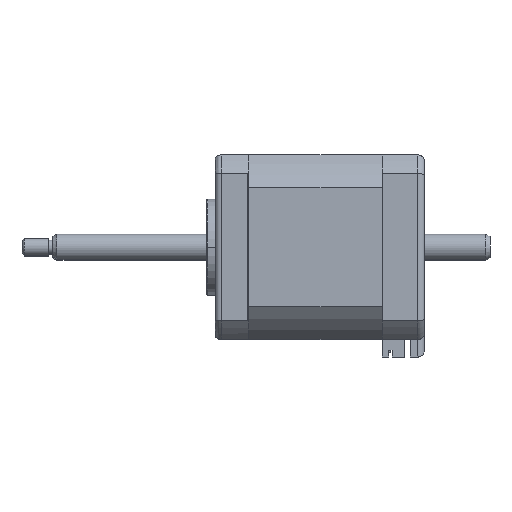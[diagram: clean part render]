
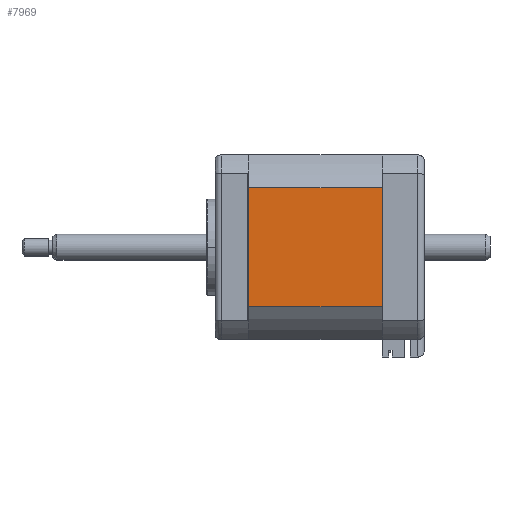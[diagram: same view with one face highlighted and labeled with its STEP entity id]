
A CAD part, top view. The second image highlights one B-rep face of the part: STEP entity #7969.
In plain terms, the highlighted planar face has unit normal (0, 0, 1).
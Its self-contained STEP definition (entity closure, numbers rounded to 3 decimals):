
#536 = ORIENTED_EDGE ( 'NONE', *, *, #1824, .F. ) ;
#570 = VECTOR ( 'NONE', #5952, 1000. ) ;
#640 = EDGE_LOOP ( 'NONE', ( #10317, #6284, #536, #9711 ) ) ;
#707 = CARTESIAN_POINT ( 'NONE',  ( 6.227, -9.122, 69.4 ) ) ;
#723 = CARTESIAN_POINT ( 'NONE',  ( -24.273, -9.122, 69.4 ) ) ;
#805 = AXIS2_PLACEMENT_3D ( 'NONE', #707, #11197, #6018 ) ;
#887 = EDGE_CURVE ( 'NONE', #6373, #8581, #10020, .T. ) ;
#1152 = VECTOR ( 'NONE', #3642, 1000. ) ;
#1569 = CARTESIAN_POINT ( 'NONE',  ( 6.227, 18.066, 69.4 ) ) ;
#1824 = EDGE_CURVE ( 'NONE', #8119, #9704, #2881, .T. ) ;
#1986 = FACE_OUTER_BOUND ( 'NONE', #640, .T. ) ;
#2260 = DIRECTION ( 'NONE',  ( -1., 0., 0. ) ) ;
#2761 = CARTESIAN_POINT ( 'NONE',  ( 6.227, -9.122, 69.4 ) ) ;
#2881 = LINE ( 'NONE', #3122, #570 ) ;
#3122 = CARTESIAN_POINT ( 'NONE',  ( 6.227, -9.122, 69.4 ) ) ;
#3642 = DIRECTION ( 'NONE',  ( -1., 0., 0. ) ) ;
#4054 = LINE ( 'NONE', #8398, #8720 ) ;
#5176 = EDGE_CURVE ( 'NONE', #8119, #6373, #4054, .T. ) ;
#5585 = CARTESIAN_POINT ( 'NONE',  ( -24.273, 18.066, 69.4 ) ) ;
#5952 = DIRECTION ( 'NONE',  ( 0., -1., 0. ) ) ;
#6018 = DIRECTION ( 'NONE',  ( -1., 0., 0. ) ) ;
#6284 = ORIENTED_EDGE ( 'NONE', *, *, #9385, .F. ) ;
#6373 = VERTEX_POINT ( 'NONE', #5585 ) ;
#7523 = DIRECTION ( 'NONE',  ( 0., -1., 0. ) ) ;
#7704 = VECTOR ( 'NONE', #7523, 1000. ) ;
#7849 = LINE ( 'NONE', #2761, #1152 ) ;
#7969 = ADVANCED_FACE ( 'NONE', ( #1986 ), #9455, .F. ) ;
#8119 = VERTEX_POINT ( 'NONE', #1569 ) ;
#8398 = CARTESIAN_POINT ( 'NONE',  ( 6.227, 18.066, 69.4 ) ) ;
#8581 = VERTEX_POINT ( 'NONE', #723 ) ;
#8720 = VECTOR ( 'NONE', #2260, 1000. ) ;
#9385 = EDGE_CURVE ( 'NONE', #9704, #8581, #7849, .T. ) ;
#9455 = PLANE ( 'NONE',  #805 ) ;
#9704 = VERTEX_POINT ( 'NONE', #11191 ) ;
#9711 = ORIENTED_EDGE ( 'NONE', *, *, #5176, .T. ) ;
#10020 = LINE ( 'NONE', #10069, #7704 ) ;
#10069 = CARTESIAN_POINT ( 'NONE',  ( -24.273, -9.122, 69.4 ) ) ;
#10317 = ORIENTED_EDGE ( 'NONE', *, *, #887, .T. ) ;
#11191 = CARTESIAN_POINT ( 'NONE',  ( 6.227, -9.122, 69.4 ) ) ;
#11197 = DIRECTION ( 'NONE',  ( 0., 0., -1. ) ) ;
